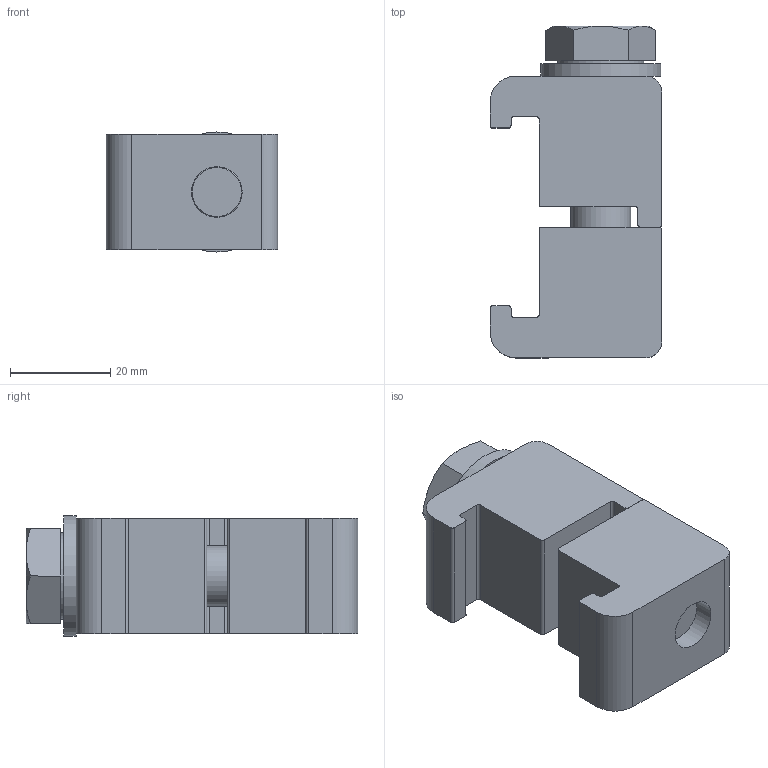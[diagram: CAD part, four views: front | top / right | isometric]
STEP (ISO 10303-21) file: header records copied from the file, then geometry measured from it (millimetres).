
FILE_DESCRIPTION(/* description */ (''),/* implementation_level */ '2;1');
FILE_NAME(/* name */ 'FL-DCC320-500LF.stp',/* time_stamp */ '2018-07-10T12:05:39+01:00',/* author */ ('paul'),/* organization */ (''),/* preprocessor_version */ 'ST-DEVELOPER v17',/* originating_system */ 'Autodesk Inventor 2019',/* authorisation */ '');
FILE_SCHEMA (('AUTOMOTIVE_DESIGN { 1 0 10303 214 3 1 1 }'));
Length unit declared in the file: millimetre
Products named in the file (5): FL-DCC320-500LF; SCC320-500 block; DIN 125 - A 13; SCC320-500 block tapped; DIN 933 - M12  x 55
Assembly tree (4 placements, depth 2):
  FL-DCC320-500LF
    SCC320-500 block
    DIN 125 - A 13
    SCC320-500 block tapped
    DIN 933 - M12  x 55
Bounding box: 34.25 x 66.32 x 24 mm (x, y, z)
Volume: 37238.1 mm3; surface area: 14252.9 mm2
Topology: 4 solids, 4 shells, 67 faces, 170 edges, 113 vertices
Faces by surface type: plane 34, cylinder 25, cone 8
Full cylindrical faces by diameter (mm): 10.106 x1, 11.053 x1, 12 x1, 13 x1, 13.45 x1, 17.2 x1, 24 x1
Entity records: 2227 total; most frequent: CARTESIAN_POINT 383, DIRECTION 375, ORIENTED_EDGE 340, EDGE_CURVE 170, AXIS2_PLACEMENT_3D 141, VERTEX_POINT 113, LINE 93, VECTOR 93
